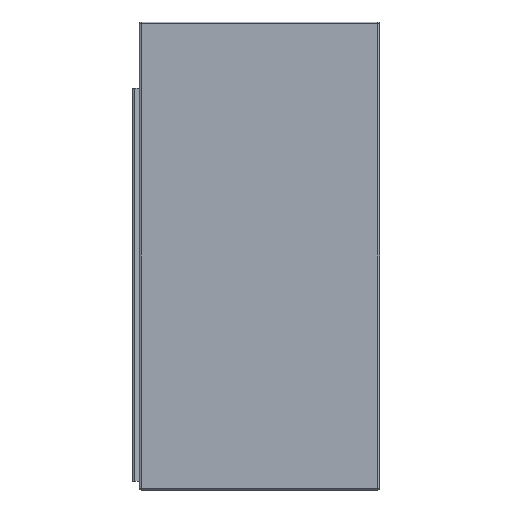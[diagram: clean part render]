
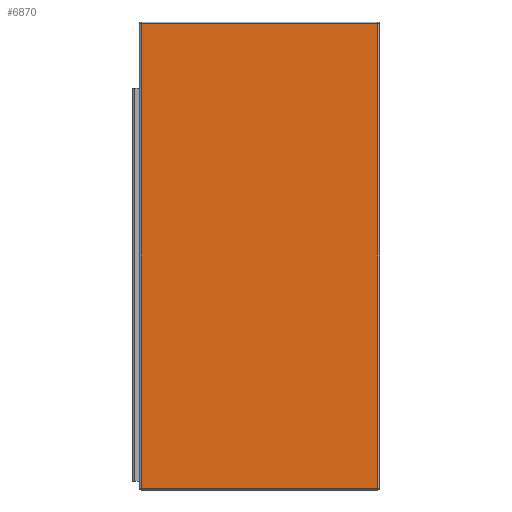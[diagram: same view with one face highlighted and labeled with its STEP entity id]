
A CAD part, front view. The second image highlights one B-rep face of the part: STEP entity #6870.
In plain terms, the highlighted planar face has unit normal (0, -1, 0).
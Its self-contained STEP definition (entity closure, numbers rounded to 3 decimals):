
#434 = CARTESIAN_POINT ( 'NONE',  ( -34., -13., 66.75 ) ) ;
#435 = CARTESIAN_POINT ( 'NONE',  ( -34., -13., -66.75 ) ) ;
#436 = CARTESIAN_POINT ( 'NONE',  ( 34., -13., -66.75 ) ) ;
#437 = CARTESIAN_POINT ( 'NONE',  ( 34., -13., 66.75 ) ) ;
#1263 = LINE ( 'NONE', #5538, #1264 ) ;
#1264 = VECTOR ( 'NONE', #5539, 1000. ) ;
#1902 = EDGE_LOOP ( 'NONE', ( #3566, #3565, #3564, #3563 ) ) ;
#1932 = VERTEX_POINT ( 'NONE', #434 ) ;
#1933 = VERTEX_POINT ( 'NONE', #435 ) ;
#1934 = VERTEX_POINT ( 'NONE', #436 ) ;
#1935 = VERTEX_POINT ( 'NONE', #437 ) ;
#2223 = LINE ( 'NONE', #5532, #2224 ) ;
#2224 = VECTOR ( 'NONE', #5533, 1000. ) ;
#2225 = LINE ( 'NONE', #5534, #2226 ) ;
#2226 = VECTOR ( 'NONE', #5535, 1000. ) ;
#2227 = LINE ( 'NONE', #5536, #2228 ) ;
#2228 = VECTOR ( 'NONE', #5537, 1000. ) ;
#3501 = PLANE ( 'NONE',  #4698 ) ;
#3502 = CARTESIAN_POINT ( 'NONE',  ( 34.5, -13., 67.25 ) ) ;
#3503 = DIRECTION ( 'NONE',  ( 0., 1., 0. ) ) ;
#3504 = DIRECTION ( 'NONE',  ( -1., 0., 0. ) ) ;
#3563 = ORIENTED_EDGE ( 'NONE', *, *, #5068, .T. ) ;
#3564 = ORIENTED_EDGE ( 'NONE', *, *, #5067, .T. ) ;
#3565 = ORIENTED_EDGE ( 'NONE', *, *, #5066, .T. ) ;
#3566 = ORIENTED_EDGE ( 'NONE', *, *, #5065, .T. ) ;
#4698 = AXIS2_PLACEMENT_3D ( 'NONE', #3502, #3503, #3504 ) ;
#5065 = EDGE_CURVE ( 'NONE', #1932, #1933, #2223, .T. ) ;
#5066 = EDGE_CURVE ( 'NONE', #1933, #1934, #2225, .T. ) ;
#5067 = EDGE_CURVE ( 'NONE', #1934, #1935, #2227, .T. ) ;
#5068 = EDGE_CURVE ( 'NONE', #1935, #1932, #1263, .T. ) ;
#5532 = CARTESIAN_POINT ( 'NONE',  ( -34., -13., 67.25 ) ) ;
#5533 = DIRECTION ( 'NONE',  ( 0., 0., -1. ) ) ;
#5534 = CARTESIAN_POINT ( 'NONE',  ( 34.5, -13., -66.75 ) ) ;
#5535 = DIRECTION ( 'NONE',  ( 1., 0., 0. ) ) ;
#5536 = CARTESIAN_POINT ( 'NONE',  ( 34., -13., 67.25 ) ) ;
#5537 = DIRECTION ( 'NONE',  ( 0., 0., 1. ) ) ;
#5538 = CARTESIAN_POINT ( 'NONE',  ( -34.5, -13., 66.75 ) ) ;
#5539 = DIRECTION ( 'NONE',  ( -1., 0., 0. ) ) ;
#5786 = FACE_OUTER_BOUND ( 'NONE', #1902, .T. ) ;
#6870 = ADVANCED_FACE ( 'NONE', ( #5786 ), #3501, .F. ) ;
